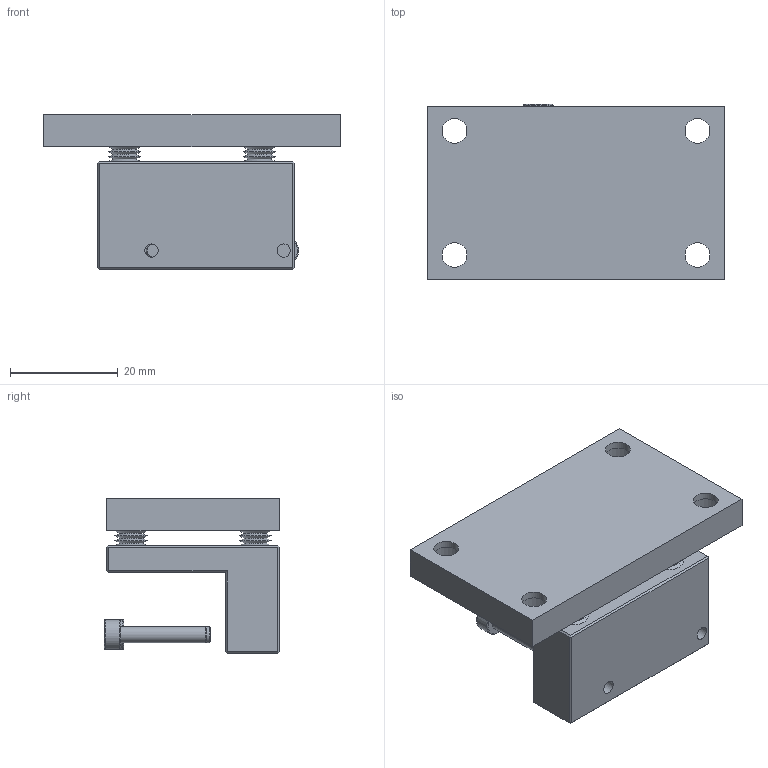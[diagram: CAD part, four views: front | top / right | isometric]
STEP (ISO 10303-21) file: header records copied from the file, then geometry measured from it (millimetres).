
FILE_DESCRIPTION(/* description */ (''),/* implementation_level */ '2;1');
FILE_NAME(/* name */ 'AP000019.stp',/* time_stamp */ '2016-09-29T08:43:10+02:00',/* author */ ('mitarbeiter'),/* organization */ (''),/* preprocessor_version */ 'ST-DEVELOPER v15.2',/* originating_system */ 'Autodesk Inventor 2014',/* authorisation */ '');
FILE_SCHEMA (('AUTOMOTIVE_DESIGN { 1 0 10303 214 3 1 1 }'));
Length unit declared in the file: millimetre
Products named in the file (3): AP000019; M3 Inbus Schraube 16 lang
Bounding box: 55 x 32.45 x 28.7 mm (x, y, z)
Volume: 20248.6 mm3; surface area: 11016.5 mm2
Topology: 3 solids, 3 shells, 151 faces, 327 edges, 201 vertices
Faces by surface type: plane 92, cone 27, cylinder 20, torus 12
Full cylindrical faces by diameter (mm): 2.459 x2, 3 x2, 4.6 x4, 5.111 x1, 5.5 x4, 6 x3, 8 x4
Entity records: 3502 total; most frequent: CARTESIAN_POINT 746, DIRECTION 557, ORIENTED_EDGE 462, EDGE_CURVE 231, EDGE_LOOP 221, AXIS2_PLACEMENT_3D 215, VERTEX_POINT 170, FACE_OUTER_BOUND 135
